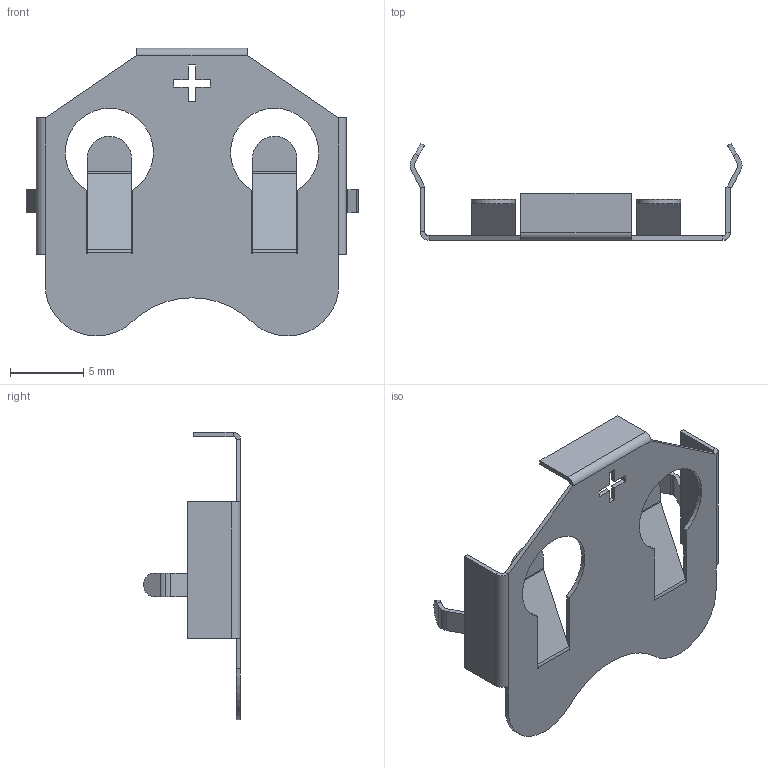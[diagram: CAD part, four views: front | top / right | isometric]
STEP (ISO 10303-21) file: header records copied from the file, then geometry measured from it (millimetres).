
FILE_DESCRIPTION (( 'STEP AP214' ), '1' );
FILE_NAME ('CLIP_CR2032_RS_PRO_2378331.STEP', '2023-05-02T09:33:40', ( '' ), ( '' ), 'SwSTEP 2.0', 'SolidWorks 2022', '' );
FILE_SCHEMA (( 'AUTOMOTIVE_DESIGN' ));
Length unit declared in the file: millimetre
Products named in the file (1): CLIP_CR2032_RS_PRO_2378331
Bounding box: 22.6 x 6.6 x 19.59 mm (x, y, z)
Volume: 120 mm3; surface area: 860.1 mm2
Topology: 1 solids, 1 shells, 129 faces, 319 edges, 192 vertices
Faces by surface type: plane 95, cylinder 34
Entity records: 3771 total; most frequent: DIRECTION 647, CARTESIAN_POINT 641, ORIENTED_EDGE 638, EDGE_CURVE 319, VECTOR 251, LINE 251, AXIS2_PLACEMENT_3D 198, VERTEX_POINT 192
